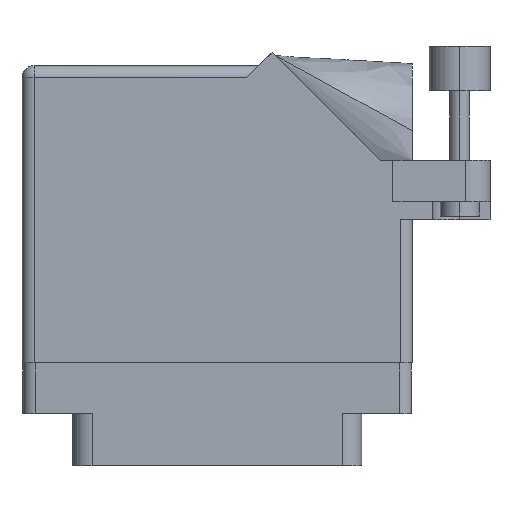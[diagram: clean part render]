
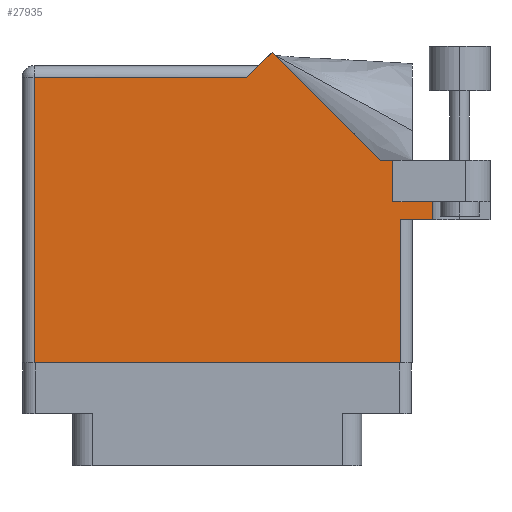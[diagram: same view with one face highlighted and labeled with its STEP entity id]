
A CAD part, front view. The second image highlights one B-rep face of the part: STEP entity #27935.
In plain terms, the highlighted face is planar.
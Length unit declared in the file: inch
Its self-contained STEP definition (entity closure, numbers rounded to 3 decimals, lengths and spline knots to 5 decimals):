
#298 = DIRECTION ( 'NONE',  ( 0., -1., 0. ) ) ;
#590 = CARTESIAN_POINT ( 'NONE',  ( 1.217, 1.53, 0. ) ) ;
#642 = VERTEX_POINT ( 'NONE', #15622 ) ;
#839 = VECTOR ( 'NONE', #20356, 39.37008 ) ;
#1770 = DIRECTION ( 'NONE',  ( -0.707, 0.707, 0. ) ) ;
#2051 = EDGE_LOOP ( 'NONE', ( #25765, #3501, #28392, #21381, #27605, #14162, #8748, #5793, #26701, #22953, #4548 ) ) ;
#2303 = CARTESIAN_POINT ( 'NONE',  ( 1.948, 0.737, 0. ) ) ;
#2376 = VERTEX_POINT ( 'NONE', #24433 ) ;
#2943 = CARTESIAN_POINT ( 'NONE',  ( 1.948, 0.737, 0. ) ) ;
#3499 = VERTEX_POINT ( 'NONE', #24436 ) ;
#3501 = ORIENTED_EDGE ( 'NONE', *, *, #22141, .T. ) ;
#4548 = ORIENTED_EDGE ( 'NONE', *, *, #23866, .T. ) ;
#5575 = PLANE ( 'NONE',  #18082 ) ;
#5793 = ORIENTED_EDGE ( 'NONE', *, *, #15500, .T. ) ;
#5805 = CARTESIAN_POINT ( 'NONE',  ( 0.062, 0., 0. ) ) ;
#5898 = LINE ( 'NONE', #28822, #13066 ) ;
#6432 = LINE ( 'NONE', #26448, #13219 ) ;
#6917 = CARTESIAN_POINT ( 'NONE',  ( 1.948, 0., 0. ) ) ;
#7367 = CARTESIAN_POINT ( 'NONE',  ( 1.91, 0.831, 0. ) ) ;
#7922 = EDGE_CURVE ( 'NONE', #3499, #18770, #30268, .T. ) ;
#8254 = EDGE_CURVE ( 'NONE', #23009, #2376, #22178, .T. ) ;
#8320 = CARTESIAN_POINT ( 'NONE',  ( 1.28771, 1.60071, 0. ) ) ;
#8748 = ORIENTED_EDGE ( 'NONE', *, *, #10279, .T. ) ;
#8762 = VERTEX_POINT ( 'NONE', #6917 ) ;
#9346 = DIRECTION ( 'NONE',  ( 0., -1., 0. ) ) ;
#9355 = VERTEX_POINT ( 'NONE', #11919 ) ;
#9398 = VERTEX_POINT ( 'NONE', #14661 ) ;
#9645 = VECTOR ( 'NONE', #298, 39.37008 ) ;
#9898 = CARTESIAN_POINT ( 'NONE',  ( 2.41, 1.044, 0. ) ) ;
#10279 = EDGE_CURVE ( 'NONE', #9398, #9355, #27034, .T. ) ;
#11919 = CARTESIAN_POINT ( 'NONE',  ( 1.84442, 1.044, 0. ) ) ;
#13066 = VECTOR ( 'NONE', #9346, 39.37008 ) ;
#13069 = DIRECTION ( 'NONE',  ( 0., 0., -1. ) ) ;
#13219 = VECTOR ( 'NONE', #30917, 39.37008 ) ;
#13279 = VERTEX_POINT ( 'NONE', #5805 ) ;
#13569 = CARTESIAN_POINT ( 'NONE',  ( 0., 1.468, 0. ) ) ;
#13771 = DIRECTION ( 'NONE',  ( -1., 0., 0. ) ) ;
#13812 = CARTESIAN_POINT ( 'NONE',  ( 0.062, 1.468, 0. ) ) ;
#14086 = LINE ( 'NONE', #7367, #18315 ) ;
#14162 = ORIENTED_EDGE ( 'NONE', *, *, #16547, .T. ) ;
#14410 = LINE ( 'NONE', #590, #839 ) ;
#14661 = CARTESIAN_POINT ( 'NONE',  ( 1.91, 1.044, 0. ) ) ;
#15053 = DIRECTION ( 'NONE',  ( 0., 1., 0. ) ) ;
#15500 = EDGE_CURVE ( 'NONE', #9355, #25229, #21686, .T. ) ;
#15622 = CARTESIAN_POINT ( 'NONE',  ( 1.91, 0.831, 0. ) ) ;
#16547 = EDGE_CURVE ( 'NONE', #642, #9398, #14086, .T. ) ;
#16944 = CARTESIAN_POINT ( 'NONE',  ( 2.1115, 0.831, 0. ) ) ;
#17981 = EDGE_CURVE ( 'NONE', #13279, #8762, #6432, .T. ) ;
#18082 = AXIS2_PLACEMENT_3D ( 'NONE', #22287, #13069, #27247 ) ;
#18315 = VECTOR ( 'NONE', #24566, 39.37008 ) ;
#18770 = VERTEX_POINT ( 'NONE', #13812 ) ;
#20356 = DIRECTION ( 'NONE',  ( -0.707, -0.707, 0. ) ) ;
#20585 = VECTOR ( 'NONE', #22567, 39.37008 ) ;
#21381 = ORIENTED_EDGE ( 'NONE', *, *, #8254, .F. ) ;
#21686 = LINE ( 'NONE', #28605, #30143 ) ;
#22141 = EDGE_CURVE ( 'NONE', #8762, #23895, #25371, .T. ) ;
#22178 = LINE ( 'NONE', #29377, #9645 ) ;
#22204 = VECTOR ( 'NONE', #13771, 39.37008 ) ;
#22287 = CARTESIAN_POINT ( 'NONE',  ( 0., 1.53, 0. ) ) ;
#22567 = DIRECTION ( 'NONE',  ( 1., 0., 0. ) ) ;
#22953 = ORIENTED_EDGE ( 'NONE', *, *, #7922, .T. ) ;
#23009 = VERTEX_POINT ( 'NONE', #16944 ) ;
#23653 = FACE_OUTER_BOUND ( 'NONE', #2051, .T. ) ;
#23669 = DIRECTION ( 'NONE',  ( 1., 0., 0. ) ) ;
#23809 = VECTOR ( 'NONE', #15053, 39.37008 ) ;
#23866 = EDGE_CURVE ( 'NONE', #18770, #13279, #5898, .T. ) ;
#23895 = VERTEX_POINT ( 'NONE', #2303 ) ;
#24433 = CARTESIAN_POINT ( 'NONE',  ( 2.1115, 0.737, 0. ) ) ;
#24436 = CARTESIAN_POINT ( 'NONE',  ( 1.155, 1.468, 0. ) ) ;
#24566 = DIRECTION ( 'NONE',  ( 0., 1., 0. ) ) ;
#25229 = VERTEX_POINT ( 'NONE', #8320 ) ;
#25371 = LINE ( 'NONE', #2943, #23809 ) ;
#25765 = ORIENTED_EDGE ( 'NONE', *, *, #17981, .T. ) ;
#26267 = VECTOR ( 'NONE', #26922, 39.37008 ) ;
#26448 = CARTESIAN_POINT ( 'NONE',  ( 0., 0., 0. ) ) ;
#26701 = ORIENTED_EDGE ( 'NONE', *, *, #30123, .T. ) ;
#26922 = DIRECTION ( 'NONE',  ( -1., 0., 0. ) ) ;
#27034 = LINE ( 'NONE', #9898, #26267 ) ;
#27247 = DIRECTION ( 'NONE',  ( -1., 0., 0. ) ) ;
#27605 = ORIENTED_EDGE ( 'NONE', *, *, #29702, .F. ) ;
#27807 = VECTOR ( 'NONE', #23669, 39.37008 ) ;
#27855 = CARTESIAN_POINT ( 'NONE',  ( 2.01, 0.737, 0. ) ) ;
#27935 = ADVANCED_FACE ( 'NONE', ( #23653 ), #5575, .F. ) ;
#28200 = LINE ( 'NONE', #30844, #27807 ) ;
#28392 = ORIENTED_EDGE ( 'NONE', *, *, #28544, .T. ) ;
#28544 = EDGE_CURVE ( 'NONE', #23895, #2376, #28982, .T. ) ;
#28605 = CARTESIAN_POINT ( 'NONE',  ( 1.84442, 1.044, 0. ) ) ;
#28822 = CARTESIAN_POINT ( 'NONE',  ( 0.062, 0., 0. ) ) ;
#28982 = LINE ( 'NONE', #27855, #20585 ) ;
#29377 = CARTESIAN_POINT ( 'NONE',  ( 2.1115, 1.16177, 0. ) ) ;
#29702 = EDGE_CURVE ( 'NONE', #642, #23009, #28200, .T. ) ;
#30123 = EDGE_CURVE ( 'NONE', #25229, #3499, #14410, .T. ) ;
#30143 = VECTOR ( 'NONE', #1770, 39.37008 ) ;
#30268 = LINE ( 'NONE', #13569, #22204 ) ;
#30844 = CARTESIAN_POINT ( 'NONE',  ( 1.91, 0.831, 0. ) ) ;
#30917 = DIRECTION ( 'NONE',  ( 1., 0., 0. ) ) ;
